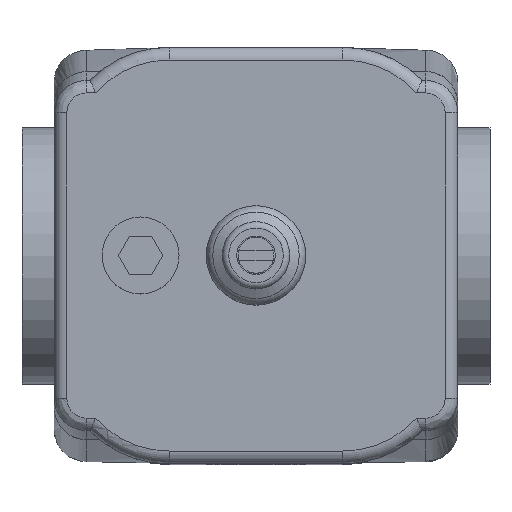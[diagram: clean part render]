
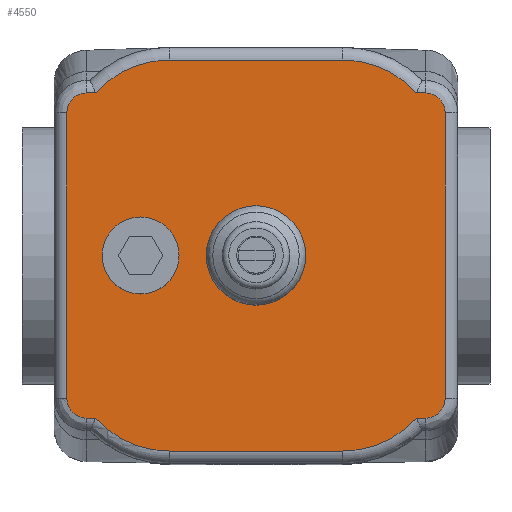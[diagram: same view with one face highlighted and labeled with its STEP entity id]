
A CAD part, top view. The second image highlights one B-rep face of the part: STEP entity #4550.
In plain terms, the highlighted planar face has unit normal (0, 0, 1).
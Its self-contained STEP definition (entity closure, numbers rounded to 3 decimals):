
#497=CARTESIAN_POINT('',(-12.0,0.,40.0));
#498=VERTEX_POINT('',#497);
#499=CARTESIAN_POINT('',(-18.0,0.,40.0));
#500=DIRECTION('',(0.0,0.0,-1.0));
#501=DIRECTION('',(-1.0,0.0,0.0));
#502=AXIS2_PLACEMENT_3D('',#499,#500,#501);
#503=CIRCLE('',#502,6.);
#504=EDGE_CURVE('',#498,#498,#503,.T.);
#542=CARTESIAN_POINT('',(7.75,0.0,40.));
#543=VERTEX_POINT('',#542);
#544=CARTESIAN_POINT('',(0.,0.0,40.0));
#545=DIRECTION('',(0.0,0.0,-1.0));
#546=DIRECTION('',(1.0,0.0,0.0));
#547=AXIS2_PLACEMENT_3D('',#544,#545,#546);
#548=CIRCLE('',#547,7.75);
#549=EDGE_CURVE('',#543,#543,#548,.T.);
#3554=CARTESIAN_POINT('',(26.5,-25.359,40.0));
#3555=VERTEX_POINT('',#3554);
#3563=CARTESIAN_POINT('',(25.03,-25.359,40.0));
#3564=VERTEX_POINT('',#3563);
#3565=CARTESIAN_POINT('',(26.5,-25.359,40.0));
#3566=DIRECTION('',(-1.0,0.0,0.0));
#3567=VECTOR('',#3566,1.47);
#3568=LINE('',#3565,#3567);
#3569=EDGE_CURVE('',#3555,#3564,#3568,.T.);
#3634=CARTESIAN_POINT('',(29.5,-22.244,40.0));
#3635=VERTEX_POINT('',#3634);
#3643=CARTESIAN_POINT('',(29.5,-22.244,40.0));
#3644=CARTESIAN_POINT('',(29.5,-23.155,40.0));
#3645=CARTESIAN_POINT('',(28.788,-24.752,40.));
#3646=CARTESIAN_POINT('',(27.183,-25.359,40.0));
#3647=CARTESIAN_POINT('',(26.5,-25.359,40.0));
#3648=B_SPLINE_CURVE_WITH_KNOTS('',3,(#3643,#3644,#3645,#3646,#3647),.UNSPECIFIED.,.F.,.U.,(4,1,4),(0.0,0.273,0.478),.UNSPECIFIED.);
#3649=EDGE_CURVE('',#3635,#3555,#3648,.T.);
#3659=CARTESIAN_POINT('',(29.5,22.244,40.0));
#3660=VERTEX_POINT('',#3659);
#3668=CARTESIAN_POINT('',(29.5,22.244,40.0));
#3669=DIRECTION('',(0.0,-1.0,0.0));
#3670=VECTOR('',#3669,44.488);
#3671=LINE('',#3668,#3670);
#3672=EDGE_CURVE('',#3660,#3635,#3671,.T.);
#3712=CARTESIAN_POINT('',(26.5,25.359,40.0));
#3713=VERTEX_POINT('',#3712);
#3721=CARTESIAN_POINT('',(26.5,25.359,40.0));
#3722=CARTESIAN_POINT('',(27.182,25.359,40.0));
#3723=CARTESIAN_POINT('',(28.784,24.758,40.));
#3724=CARTESIAN_POINT('',(29.5,23.153,40.0));
#3725=CARTESIAN_POINT('',(29.5,22.244,40.0));
#3726=B_SPLINE_CURVE_WITH_KNOTS('',3,(#3721,#3722,#3723,#3724,#3725),.UNSPECIFIED.,.F.,.U.,(4,1,4),(0.0,0.205,0.477),.UNSPECIFIED.);
#3727=EDGE_CURVE('',#3713,#3660,#3726,.T.);
#3737=CARTESIAN_POINT('',(25.03,25.359,40.0));
#3738=VERTEX_POINT('',#3737);
#3739=CARTESIAN_POINT('',(25.03,25.359,40.0));
#3740=DIRECTION('',(1.0,0.0,0.0));
#3741=VECTOR('',#3740,1.47);
#3742=LINE('',#3739,#3741);
#3743=EDGE_CURVE('',#3738,#3713,#3742,.T.);
#3777=CARTESIAN_POINT('',(13.5,-30.5,40.0));
#3778=VERTEX_POINT('',#3777);
#3807=CARTESIAN_POINT('',(13.5,-15.0,40.0));
#3808=DIRECTION('',(0.0,0.0,-1.0));
#3809=DIRECTION('',(0.401,-0.916,0.0));
#3810=AXIS2_PLACEMENT_3D('',#3807,#3808,#3809);
#3811=CIRCLE('',#3810,15.5);
#3812=EDGE_CURVE('',#3564,#3778,#3811,.T.);
#3822=CARTESIAN_POINT('',(-13.5,-30.5,40.0));
#3823=VERTEX_POINT('',#3822);
#3840=CARTESIAN_POINT('',(13.5,-30.5,40.0));
#3841=DIRECTION('',(-1.0,0.0,0.0));
#3842=VECTOR('',#3841,27.0);
#3843=LINE('',#3840,#3842);
#3844=EDGE_CURVE('',#3778,#3823,#3843,.T.);
#3864=CARTESIAN_POINT('',(-25.03,-25.359,40.0));
#3865=VERTEX_POINT('',#3864);
#3866=CARTESIAN_POINT('',(-13.5,-15.0,40.0));
#3867=DIRECTION('',(0.0,0.0,-1.));
#3868=DIRECTION('',(-0.401,-0.916,0.0));
#3869=AXIS2_PLACEMENT_3D('',#3866,#3867,#3868);
#3870=CIRCLE('',#3869,15.5);
#3871=EDGE_CURVE('',#3823,#3865,#3870,.T.);
#3907=CARTESIAN_POINT('',(-26.5,25.359,40.0));
#3908=VERTEX_POINT('',#3907);
#3916=CARTESIAN_POINT('',(-25.03,25.359,40.0));
#3917=VERTEX_POINT('',#3916);
#3918=CARTESIAN_POINT('',(-26.5,25.359,40.0));
#3919=DIRECTION('',(1.0,0.0,0.0));
#3920=VECTOR('',#3919,1.47);
#3921=LINE('',#3918,#3920);
#3922=EDGE_CURVE('',#3908,#3917,#3921,.T.);
#3955=CARTESIAN_POINT('',(13.5,30.5,40.0));
#3956=VERTEX_POINT('',#3955);
#3974=CARTESIAN_POINT('',(-13.5,30.5,40.0));
#3975=VERTEX_POINT('',#3974);
#3983=CARTESIAN_POINT('',(-13.5,30.5,40.0));
#3984=DIRECTION('',(1.0,0.0,0.0));
#3985=VECTOR('',#3984,27.0);
#3986=LINE('',#3983,#3985);
#3987=EDGE_CURVE('',#3975,#3956,#3986,.T.);
#3997=CARTESIAN_POINT('',(-13.5,15.0,40.0));
#3998=DIRECTION('',(0.0,0.0,-1.));
#3999=DIRECTION('',(-0.401,0.916,0.0));
#4000=AXIS2_PLACEMENT_3D('',#3997,#3998,#3999);
#4001=CIRCLE('',#4000,15.5);
#4002=EDGE_CURVE('',#3917,#3975,#4001,.T.);
#4070=CARTESIAN_POINT('',(-29.5,22.244,40.0));
#4071=VERTEX_POINT('',#4070);
#4079=CARTESIAN_POINT('',(-29.5,22.244,40.0));
#4080=CARTESIAN_POINT('',(-29.5,22.927,40.0));
#4081=CARTESIAN_POINT('',(-29.127,24.069,40.));
#4082=CARTESIAN_POINT('',(-27.871,25.136,40.));
#4083=CARTESIAN_POINT('',(-26.955,25.359,40.0));
#4084=CARTESIAN_POINT('',(-26.5,25.359,40.0));
#4085=B_SPLINE_CURVE_WITH_KNOTS('',3,(#4079,#4080,#4081,#4082,#4083,#4084),.UNSPECIFIED.,.F.,.U.,(4,1,1,4),(0.0,0.205,0.341,0.478),.UNSPECIFIED.);
#4086=EDGE_CURVE('',#4071,#3908,#4085,.T.);
#4096=CARTESIAN_POINT('',(-29.5,-22.244,40.0));
#4097=VERTEX_POINT('',#4096);
#4105=CARTESIAN_POINT('',(-29.5,-22.244,40.0));
#4106=DIRECTION('',(0.0,1.0,0.0));
#4107=VECTOR('',#4106,44.488);
#4108=LINE('',#4105,#4107);
#4109=EDGE_CURVE('',#4097,#4071,#4108,.T.);
#4149=CARTESIAN_POINT('',(-26.5,-25.359,40.0));
#4150=VERTEX_POINT('',#4149);
#4158=CARTESIAN_POINT('',(-26.5,-25.359,40.0));
#4159=CARTESIAN_POINT('',(-27.182,-25.359,40.0));
#4160=CARTESIAN_POINT('',(-28.784,-24.758,40.));
#4161=CARTESIAN_POINT('',(-29.5,-23.153,40.0));
#4162=CARTESIAN_POINT('',(-29.5,-22.244,40.0));
#4163=B_SPLINE_CURVE_WITH_KNOTS('',3,(#4158,#4159,#4160,#4161,#4162),.UNSPECIFIED.,.F.,.U.,(4,1,4),(0.0,0.205,0.477),.UNSPECIFIED.);
#4164=EDGE_CURVE('',#4150,#4097,#4163,.T.);
#4174=CARTESIAN_POINT('',(-25.03,-25.359,40.0));
#4175=DIRECTION('',(-1.0,0.0,0.0));
#4176=VECTOR('',#4175,1.47);
#4177=LINE('',#4174,#4176);
#4178=EDGE_CURVE('',#3865,#4150,#4177,.T.);
#4206=CARTESIAN_POINT('',(13.5,15.0,40.0));
#4207=DIRECTION('',(0.0,0.0,-1.0));
#4208=DIRECTION('',(0.401,0.916,0.0));
#4209=AXIS2_PLACEMENT_3D('',#4206,#4207,#4208);
#4210=CIRCLE('',#4209,15.5);
#4211=EDGE_CURVE('',#3956,#3738,#4210,.T.);
#4521=CARTESIAN_POINT('',(0.,0.,40.0));
#4522=DIRECTION('',(0.0,0.0,1.0));
#4523=DIRECTION('',(1.0,0.0,0.0));
#4524=AXIS2_PLACEMENT_3D('',#4521,#4522,#4523);
#4525=PLANE('',#4524);
#4526=ORIENTED_EDGE('',*,*,#3987,.F.);
#4527=ORIENTED_EDGE('',*,*,#4002,.F.);
#4528=ORIENTED_EDGE('',*,*,#3922,.F.);
#4529=ORIENTED_EDGE('',*,*,#4086,.F.);
#4530=ORIENTED_EDGE('',*,*,#4109,.F.);
#4531=ORIENTED_EDGE('',*,*,#4164,.F.);
#4532=ORIENTED_EDGE('',*,*,#4178,.F.);
#4533=ORIENTED_EDGE('',*,*,#3871,.F.);
#4534=ORIENTED_EDGE('',*,*,#3844,.F.);
#4535=ORIENTED_EDGE('',*,*,#3812,.F.);
#4536=ORIENTED_EDGE('',*,*,#3569,.F.);
#4537=ORIENTED_EDGE('',*,*,#3649,.F.);
#4538=ORIENTED_EDGE('',*,*,#3672,.F.);
#4539=ORIENTED_EDGE('',*,*,#3727,.F.);
#4540=ORIENTED_EDGE('',*,*,#3743,.F.);
#4541=ORIENTED_EDGE('',*,*,#4211,.F.);
#4542=EDGE_LOOP('',(#4526,#4527,#4528,#4529,#4530,#4531,#4532,#4533,#4534,#4535,#4536,#4537,#4538,#4539,#4540,#4541));
#4543=FACE_OUTER_BOUND('',#4542,.T.);
#4544=ORIENTED_EDGE('',*,*,#504,.T.);
#4545=EDGE_LOOP('',(#4544));
#4546=FACE_BOUND('',#4545,.T.);
#4547=ORIENTED_EDGE('',*,*,#549,.T.);
#4548=EDGE_LOOP('',(#4547));
#4549=FACE_BOUND('',#4548,.T.);
#4550=ADVANCED_FACE('',(#4543,#4546,#4549),#4525,.T.);
